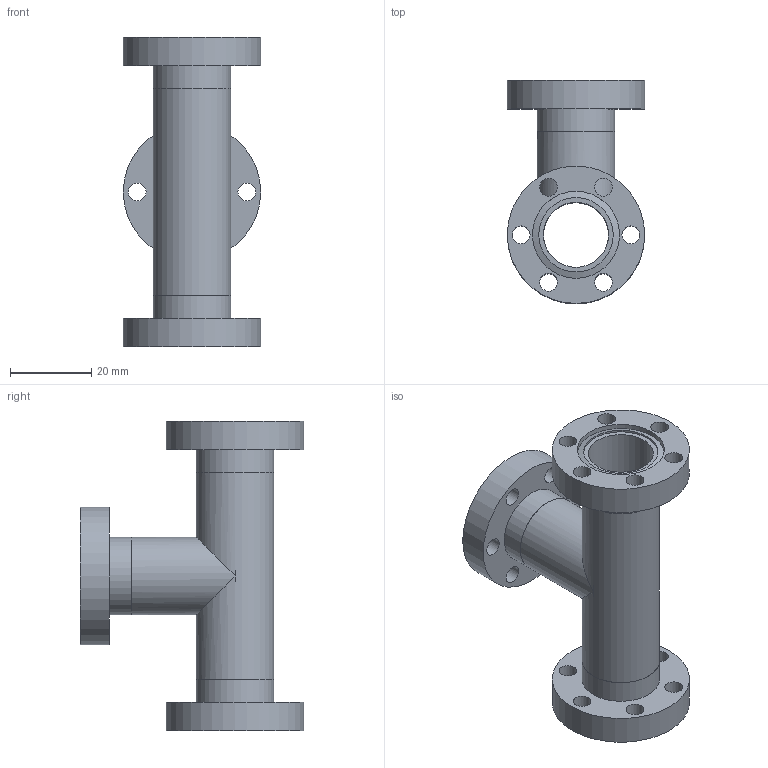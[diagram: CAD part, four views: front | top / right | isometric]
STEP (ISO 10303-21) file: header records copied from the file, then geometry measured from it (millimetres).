
FILE_DESCRIPTION((''),'2;1');
FILE_NAME('404000.stp','2008-05-16T15:30:06',('stelmach'),(''),'Autodesk Inventor 2008','Autodesk Inventor 2008','');
FILE_SCHEMA(('AUTOMOTIVE_DESIGN { 1 0 10303 214 1 1 1 1 }'));
Length unit declared in the file: inch
Products named in the file (7): 404000; 404000-001; 404000-002; 110004 (1.33 X .75 NR); 100004 (1.33 X .75 R); 100004 (1.33 X .75 REC); 100004 (1.33 X .75 INS)
Assembly tree (7 placements, depth 3):
  404000
    404000-001
    404000-002
    110004 (1.33 X .75 NR)
    100004 (1.33 X .75 R)  x2
      100004 (1.33 X .75 REC)
      100004 (1.33 X .75 INS)
Bounding box: 33.78 x 54.99 x 76.2 mm (x, y, z)
Volume: 17202.2 mm3; surface area: 20759.5 mm2
Topology: 7 solids, 7 shells, 77 faces, 174 edges, 117 vertices
Faces by surface type: cylinder 30, plane 26, bspline 18, cone 3
Full cylindrical faces by diameter (mm): 16.002 x3, 17.018 x3, 17.272 x2, 18.3 x3, 19.05 x5, 19.101 x2, 21.3 x2, 21.351 x2, 21.4 x1, 33.782 x3
Entity records: 1832 total; most frequent: CARTESIAN_POINT 521, DIRECTION 256, ORIENTED_EDGE 156, EDGE_LOOP 128, AXIS2_PLACEMENT_3D 125, EDGE_CURVE 78, FACE_BOUND 73, VERTEX_POINT 70
